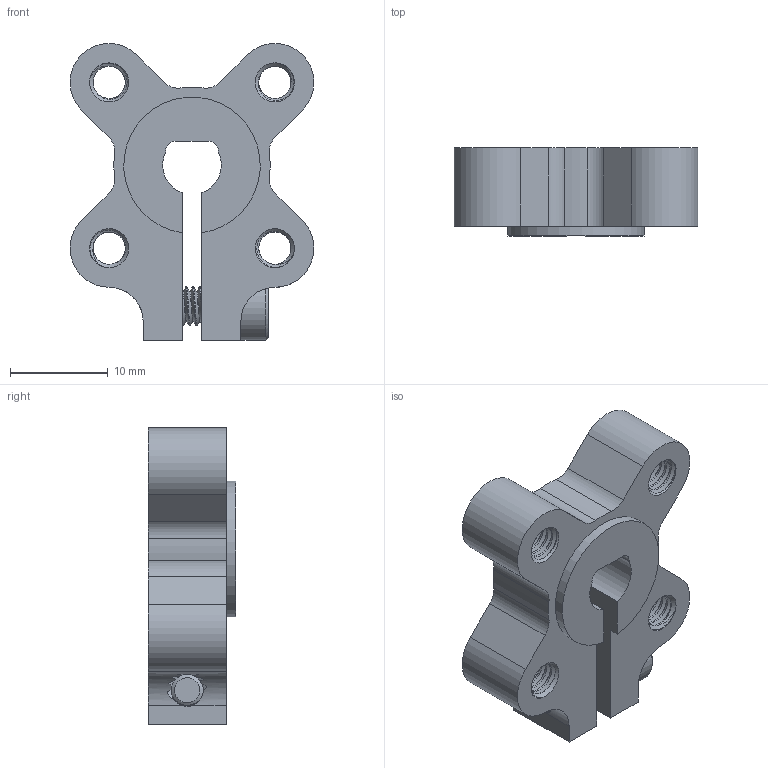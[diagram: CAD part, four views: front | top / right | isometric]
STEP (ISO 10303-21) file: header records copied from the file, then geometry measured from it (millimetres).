
FILE_DESCRIPTION( ( '' ), ' ' );
FILE_NAME( '5a2adcc25214870eedd3e7d0.step', '2017-12-08T18:41:07', ( '' ), ( '' ), ' ', ' ', ' ' );
FILE_SCHEMA( ( 'AUTOMOTIVE_DESIGN { 1 0 10303 214 1 1 1 1 }' ) );
Length unit declared in the file: metre
Products named in the file (25): Assem1; 1304-0024-0006; 2804-0004-0010
Assembly tree (24 placements, depth 2):
  Assem1
    1304-0024-0006
    2804-0004-0010
    2804-0004-0010
    2804-0004-0010
    2804-0004-0010
    2804-0004-0010
    2804-0004-0010
    2804-0004-0010
    2804-0004-0010
    2804-0004-0010
    2804-0004-0010
    2804-0004-0010
    2804-0004-0010
    2804-0004-0010
    2804-0004-0010
    2804-0004-0010
    2804-0004-0010
    2804-0004-0010
    2804-0004-0010
    2804-0004-0010
    2804-0004-0010
    2804-0004-0010
    2804-0004-0010
    2804-0004-0010
Bounding box: 24.96 x 9 x 30.41 mm (x, y, z)
Volume: 3528 mm3; surface area: 3209.8 mm2
Topology: 1 solids, 24 shells, 104 faces, 952 edges, 869 vertices
Faces by surface type: cylinder 41, plane 29, bspline 18, cone 16
Full cylindrical faces by diameter (mm): 4 x1, 7 x1
Entity records: 18361 total; most frequent: CARTESIAN_POINT 12133, ORIENTED_EDGE 1590, EDGE_CURVE 947, VERTEX_POINT 868, DIRECTION 541, AXIS2_PLACEMENT_3D 223, EDGE_LOOP 121, CIRCLE 112
